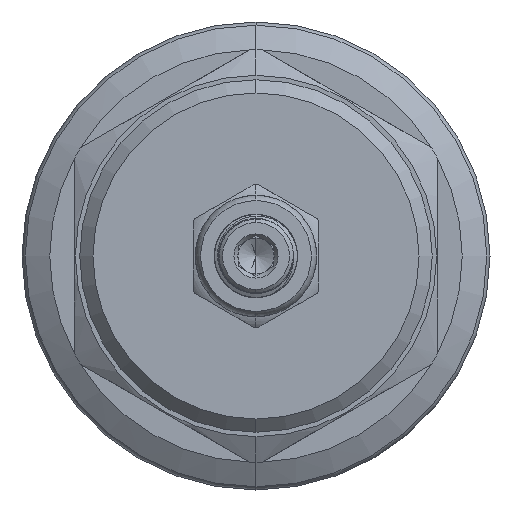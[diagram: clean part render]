
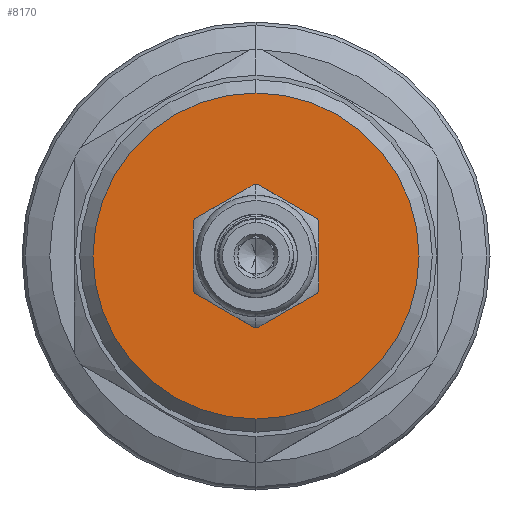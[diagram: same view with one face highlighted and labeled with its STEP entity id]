
A CAD part, left-side view. The second image highlights one B-rep face of the part: STEP entity #8170.
In plain terms, the highlighted planar face has unit normal (-1, 0, 0).
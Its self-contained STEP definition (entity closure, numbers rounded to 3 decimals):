
#263 = AXIS2_PLACEMENT_3D ( 'NONE', #10313, #10314, #10315 ) ;
#401 = AXIS2_PLACEMENT_3D ( 'NONE', #14057, #14058, #14059 ) ;
#402 = AXIS2_PLACEMENT_3D ( 'NONE', #14060, #14061, #14062 ) ;
#479 = AXIS2_PLACEMENT_3D ( 'NONE', #1483, #1481, #1486 ) ;
#1348 = CARTESIAN_POINT ( 'NONE',  ( -44.5, 0., 6.875 ) ) ;
#1360 = CARTESIAN_POINT ( 'NONE',  ( -44.5, 0., 18.5 ) ) ;
#1481 = DIRECTION ( 'NONE',  ( 1., 0., 0. ) ) ;
#1483 = CARTESIAN_POINT ( 'NONE',  ( -44.5, 17.554, 0. ) ) ;
#1484 = PLANE ( 'NONE',  #479 ) ;
#1486 = DIRECTION ( 'NONE',  ( 0., 0., -1. ) ) ;
#2281 = AXIS2_PLACEMENT_3D ( 'NONE', #10304, #10305, #10306 ) ;
#2320 = ORIENTED_EDGE ( 'NONE', *, *, #5176, .F. ) ;
#2379 = ORIENTED_EDGE ( 'NONE', *, *, #4315, .F. ) ;
#2595 = ORIENTED_EDGE ( 'NONE', *, *, #5177, .T. ) ;
#3667 = CARTESIAN_POINT ( 'NONE',  ( -44.5, 0., -18.5 ) ) ;
#3677 = CARTESIAN_POINT ( 'NONE',  ( -44.5, 0., -6.875 ) ) ;
#4312 = EDGE_CURVE ( 'NONE', #6635, #8574, #11253, .T. ) ;
#4315 = EDGE_CURVE ( 'NONE', #6616, #8600, #11258, .T. ) ;
#4744 = ORIENTED_EDGE ( 'NONE', *, *, #4312, .T. ) ;
#5176 = EDGE_CURVE ( 'NONE', #8600, #6616, #11523, .T. ) ;
#5177 = EDGE_CURVE ( 'NONE', #8574, #6635, #11520, .T. ) ;
#6616 = VERTEX_POINT ( 'NONE', #1348 ) ;
#6635 = VERTEX_POINT ( 'NONE', #1360 ) ;
#8170 = ADVANCED_FACE ( 'NONE', ( #11676, #11673 ), #1484, .F. ) ;
#8253 = EDGE_LOOP ( 'NONE', ( #2379, #2320 ) ) ;
#8474 = EDGE_LOOP ( 'NONE', ( #2595, #4744 ) ) ;
#8574 = VERTEX_POINT ( 'NONE', #3667 ) ;
#8600 = VERTEX_POINT ( 'NONE', #3677 ) ;
#10304 = CARTESIAN_POINT ( 'NONE',  ( -44.5, 0., 0. ) ) ;
#10305 = DIRECTION ( 'NONE',  ( -1., 0., 0. ) ) ;
#10306 = DIRECTION ( 'NONE',  ( 0., 0., 1. ) ) ;
#10313 = CARTESIAN_POINT ( 'NONE',  ( -44.5, 0., 0. ) ) ;
#10314 = DIRECTION ( 'NONE',  ( -1., 0., 0. ) ) ;
#10315 = DIRECTION ( 'NONE',  ( 0., 0., -1. ) ) ;
#11253 = CIRCLE ( 'NONE', #2281, 18.5 ) ;
#11258 = CIRCLE ( 'NONE', #263, 6.875 ) ;
#11520 = CIRCLE ( 'NONE', #402, 18.5 ) ;
#11523 = CIRCLE ( 'NONE', #401, 6.875 ) ;
#11673 = FACE_OUTER_BOUND ( 'NONE', #8474, .T. ) ;
#11676 = FACE_BOUND ( 'NONE', #8253, .T. ) ;
#14057 = CARTESIAN_POINT ( 'NONE',  ( -44.5, 0., 0. ) ) ;
#14058 = DIRECTION ( 'NONE',  ( -1., 0., 0. ) ) ;
#14059 = DIRECTION ( 'NONE',  ( 0., 0., -1. ) ) ;
#14060 = CARTESIAN_POINT ( 'NONE',  ( -44.5, 0., 0. ) ) ;
#14061 = DIRECTION ( 'NONE',  ( -1., 0., 0. ) ) ;
#14062 = DIRECTION ( 'NONE',  ( 0., 0., 1. ) ) ;
